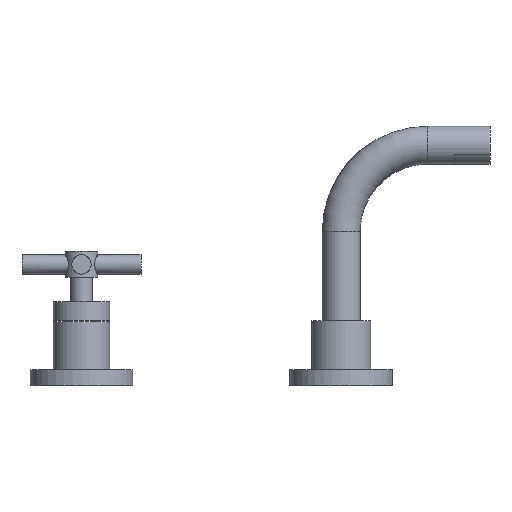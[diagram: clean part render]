
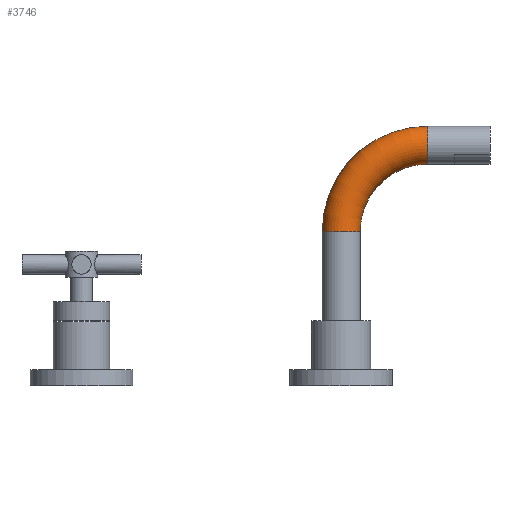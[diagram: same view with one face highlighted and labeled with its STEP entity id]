
A CAD part, left-side view. The second image highlights one B-rep face of the part: STEP entity #3746.
In plain terms, the highlighted toroidal (fillet/blend) face has major radius 50.8 mm and minor radius 11.113 mm.
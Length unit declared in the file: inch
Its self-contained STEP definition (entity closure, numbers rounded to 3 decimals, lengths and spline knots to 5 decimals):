
#3456=CARTESIAN_POINT('',(0.,-2.,5.56));
#3457=DIRECTION('',(0.,1.,0.));
#3458=DIRECTION('',(0.,0.,-1.));
#3459=AXIS2_PLACEMENT_3D('',#3456,#3457,#3458);
#3464=CARTESIAN_POINT('',(0.,-2.,3.56));
#3465=DIRECTION('',(-1.,0.,0.));
#3466=DIRECTION('',(0.,0.,1.));
#3467=AXIS2_PLACEMENT_3D('',#3464,#3465,#3466);
#3480=CARTESIAN_POINT('',(0.,-2.,3.56));
#3481=DIRECTION('',(-1.,0.,0.));
#3482=DIRECTION('',(0.,0.,1.));
#3483=AXIS2_PLACEMENT_3D('',#3480,#3481,#3482);
#3611=CARTESIAN_POINT('',(0.,0.,3.56));
#3612=DIRECTION('',(0.,0.,-1.));
#3613=DIRECTION('',(0.,-1.,0.));
#3614=AXIS2_PLACEMENT_3D('',#3611,#3612,#3613);
#3630=CARTESIAN_POINT('',(0.,-2.,5.9975));
#3631=CARTESIAN_POINT('',(0.,-2.,5.1225));
#3632=VERTEX_POINT('',#3630);
#3633=VERTEX_POINT('',#3631);
#3634=CARTESIAN_POINT('',(0.,0.4375,3.56));
#3635=CARTESIAN_POINT('',(0.,-0.4375,3.56));
#3636=VERTEX_POINT('',#3634);
#3637=VERTEX_POINT('',#3635);
#3732=CARTESIAN_POINT('',(0.,-2.,3.56));
#3733=DIRECTION('',(-1.,0.,0.));
#3734=DIRECTION('',(0.,0.,-1.));
#3735=AXIS2_PLACEMENT_3D('',#3732,#3733,#3734);
#3736=TOROIDAL_SURFACE('',#3735,2.,0.4375);
#3737=ORIENTED_EDGE('',*,*,#3720,.F.);
#3739=ORIENTED_EDGE('',*,*,#3738,.T.);
#3741=ORIENTED_EDGE('',*,*,#3740,.T.);
#3743=ORIENTED_EDGE('',*,*,#3742,.F.);
#3744=EDGE_LOOP('',(#3737,#3739,#3741,#3743));
#3745=FACE_OUTER_BOUND('',#3744,.F.);
#3460=CIRCLE('',#3459,0.4375);
#3468=CIRCLE('',#3467,1.5625);
#3484=CIRCLE('',#3483,2.4375);
#3615=CIRCLE('',#3614,0.4375);
#3720=EDGE_CURVE('',#3633,#3632,#3460,.T.);
#3738=EDGE_CURVE('',#3633,#3637,#3468,.T.);
#3740=EDGE_CURVE('',#3637,#3636,#3615,.T.);
#3742=EDGE_CURVE('',#3632,#3636,#3484,.T.);
#3746=ADVANCED_FACE('',(#3745),#3736,.T.);
